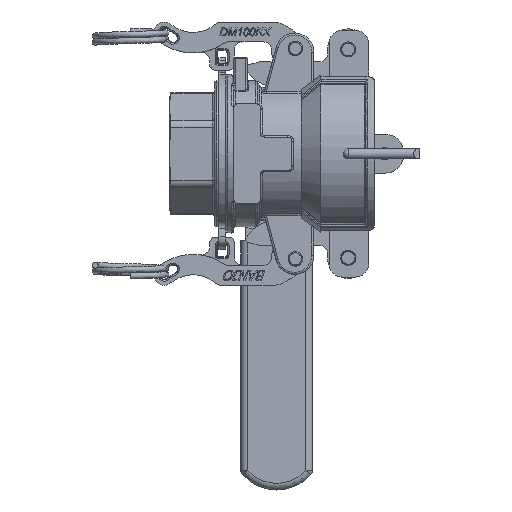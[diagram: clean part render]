
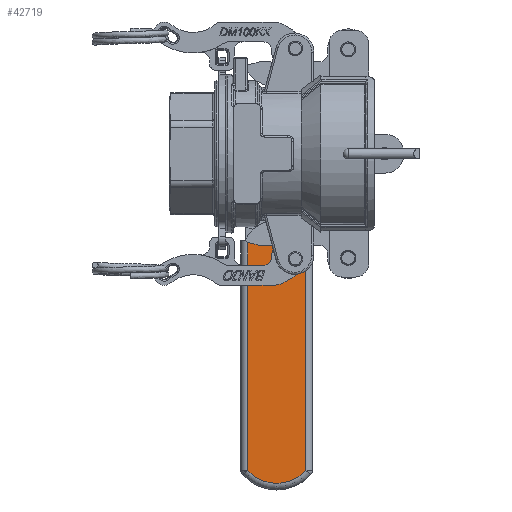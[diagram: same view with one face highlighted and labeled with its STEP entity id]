
A CAD part, front view. The second image highlights one B-rep face of the part: STEP entity #42719.
In plain terms, the highlighted face is planar.
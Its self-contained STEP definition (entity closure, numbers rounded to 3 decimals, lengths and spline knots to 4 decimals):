
#6036=FACE_OUTER_BOUND('',#8781,.T.);
#8781=EDGE_LOOP('',(#37788,#37789,#37790,#37791));
#12163=LINE('',#90902,#15398);
#12165=LINE('',#90908,#15400);
#12166=LINE('',#90909,#15401);
#15398=VECTOR('',#54180,3.4531);
#15400=VECTOR('',#54186,3.4531);
#15401=VECTOR('',#54187,0.88);
#16693=CIRCLE('',#45591,0.59);
#20586=VERTEX_POINT('',#90881);
#20587=VERTEX_POINT('',#90883);
#20590=VERTEX_POINT('',#90901);
#20592=VERTEX_POINT('',#90907);
#26399=EDGE_CURVE('',#20586,#20587,#16693,.T.);
#26409=EDGE_CURVE('',#20587,#20590,#12163,.T.);
#26412=EDGE_CURVE('',#20592,#20586,#12165,.T.);
#26413=EDGE_CURVE('',#20590,#20592,#12166,.T.);
#37788=ORIENTED_EDGE('',*,*,#26399,.F.);
#37789=ORIENTED_EDGE('',*,*,#26412,.F.);
#37790=ORIENTED_EDGE('',*,*,#26413,.F.);
#37791=ORIENTED_EDGE('',*,*,#26409,.F.);
#40533=PLANE('',#45605);
#42719=ADVANCED_FACE('',(#6036),#40533,.F.);
#45591=AXIS2_PLACEMENT_3D('',#90884,#54152,#54153);
#45605=AXIS2_PLACEMENT_3D('',#90906,#54184,#54185);
#54152=DIRECTION('center_axis',(0.,0.,1.));
#54153=DIRECTION('ref_axis',(-1.,0.,0.));
#54180=DIRECTION('',(1.,0.,0.));
#54184=DIRECTION('center_axis',(0.,0.,1.));
#54185=DIRECTION('ref_axis',(1.,0.,0.));
#54186=DIRECTION('',(-1.,0.,0.));
#54187=DIRECTION('',(0.,1.,0.));
#90881=CARTESIAN_POINT('',(-4.7681,0.44,-0.14));
#90883=CARTESIAN_POINT('',(-4.7681,-0.44,-0.14));
#90884=CARTESIAN_POINT('Origin',(-4.375,0.,-0.14));
#90901=CARTESIAN_POINT('',(-1.315,-0.44,-0.14));
#90902=CARTESIAN_POINT('',(-3.9265,-0.44,-0.14));
#90906=CARTESIAN_POINT('Origin',(-3.0484,0.,
-0.14));
#90907=CARTESIAN_POINT('',(-1.315,0.44,-0.14));
#90908=CARTESIAN_POINT('',(-2.1817,0.44,-0.14));
#90909=CARTESIAN_POINT('',(-1.315,-0.54,-0.14));
